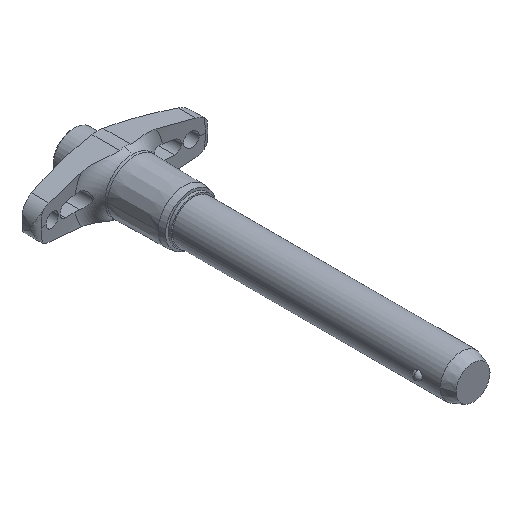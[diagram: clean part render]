
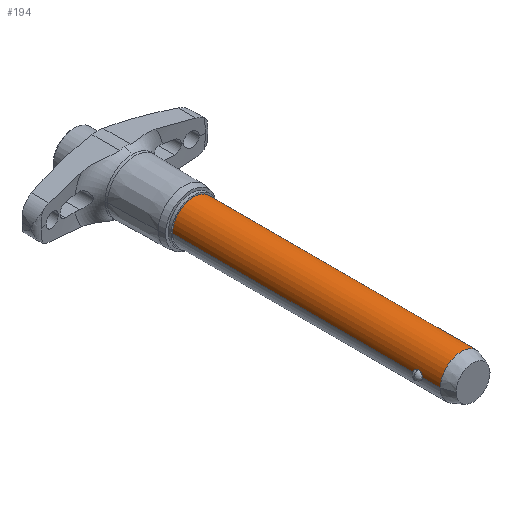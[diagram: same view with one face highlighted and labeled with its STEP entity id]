
A CAD part, isometric view. The second image highlights one B-rep face of the part: STEP entity #194.
In plain terms, the highlighted cylindrical face has radius 7.144 mm (diameter 14.287 mm), a partial arc.
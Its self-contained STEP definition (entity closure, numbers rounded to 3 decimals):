
#194=ADVANCED_FACE('',(#405),#406,.T.);
#405=FACE_OUTER_BOUND('',#628,.T.);
#406=CYLINDRICAL_SURFACE('',#629,7.144);
#628=EDGE_LOOP('',(#1184,#1185,#1186,#1187,#1188,#1189,#1190,#1191,#1192,#1193));
#629=AXIS2_PLACEMENT_3D('',#1194,#1195,#1196);
#1184=ORIENTED_EDGE('',*,*,#1596,.T.);
#1185=ORIENTED_EDGE('',*,*,#1593,.T.);
#1186=ORIENTED_EDGE('',*,*,#1402,.T.);
#1187=ORIENTED_EDGE('',*,*,#1597,.T.);
#1188=ORIENTED_EDGE('',*,*,#1572,.F.);
#1189=ORIENTED_EDGE('',*,*,#1598,.T.);
#1190=ORIENTED_EDGE('',*,*,#1429,.T.);
#1191=ORIENTED_EDGE('',*,*,#1371,.T.);
#1192=ORIENTED_EDGE('',*,*,#1599,.T.);
#1193=ORIENTED_EDGE('',*,*,#1600,.T.);
#1194=CARTESIAN_POINT('',(0.0,-47.117,0.0));
#1195=DIRECTION('',(-0.0,1.0,0.0));
#1196=DIRECTION('',(1.0,0.0,0.0));
#1371=EDGE_CURVE('',#1640,#1643,#1645,.T.);
#1402=EDGE_CURVE('',#1697,#1699,#1701,.T.);
#1429=EDGE_CURVE('',#1749,#1640,#1750,.T.);
#1572=EDGE_CURVE('',#1960,#1959,#1962,.T.);
#1593=EDGE_CURVE('',#1984,#1697,#1985,.T.);
#1596=EDGE_CURVE('',#1891,#1984,#1988,.T.);
#1597=EDGE_CURVE('',#1699,#1959,#1989,.T.);
#1598=EDGE_CURVE('',#1960,#1749,#1990,.T.);
#1599=EDGE_CURVE('',#1643,#1893,#1991,.T.);
#1600=EDGE_CURVE('',#1893,#1891,#1992,.T.);
#1640=VERTEX_POINT('',#2093);
#1643=VERTEX_POINT('',#2096);
#1645=B_SPLINE_CURVE_WITH_KNOTS('',3,(#2111,#2112,#2113,#2114,#2115,#2116,#2117,#2118,#2119,#2120,#2121,#2122,#2123,#2124),.UNSPECIFIED.,.F.,.F.,(4,2,2,2,2,2,4),(0.0,0.514,1.028,1.257,1.487,1.862,2.238),.UNSPECIFIED.);
#1697=VERTEX_POINT('',#2351);
#1699=VERTEX_POINT('',#2353);
#1701=B_SPLINE_CURVE_WITH_KNOTS('',3,(#2368,#2369,#2370,#2371,#2372,#2373,#2374,#2375,#2376,#2377,#2378,#2379,#2380,#2381),.UNSPECIFIED.,.F.,.F.,(4,2,2,2,2,2,4),(4.475,4.989,5.503,5.733,5.962,6.338,6.713),.UNSPECIFIED.);
#1749=VERTEX_POINT('',#2570);
#1750=B_SPLINE_CURVE_WITH_KNOTS('',3,(#2571,#2572,#2573,#2574,#2575,#2576,#2577,#2578,#2579,#2580,#2581,#2582,#2583,#2584),.UNSPECIFIED.,.F.,.F.,(4,2,2,2,2,2,4),(6.713,7.088,7.463,7.693,7.923,8.436,8.95),.UNSPECIFIED.);
#1891=VERTEX_POINT('',#3215);
#1893=VERTEX_POINT('',#3218);
#1959=VERTEX_POINT('',#3709);
#1960=VERTEX_POINT('',#3710);
#1962=CIRCLE('',#3712,7.144);
#1984=VERTEX_POINT('',#3845);
#1985=B_SPLINE_CURVE_WITH_KNOTS('',3,(#3846,#3847,#3848,#3849,#3850,#3851,#3852,#3853,#3854,#3855,#3856,#3857,#3858,#3859),.UNSPECIFIED.,.F.,.F.,(4,2,2,2,2,2,4),(2.238,2.613,2.988,3.218,3.448,3.961,4.475),.UNSPECIFIED.);
#1988=LINE('',#3875,#3876);
#1989=LINE('',#3877,#3878);
#1990=LINE('',#3879,#3880);
#1991=LINE('',#3881,#3882);
#1992=CIRCLE('',#3883,7.144);
#2093=CARTESIAN_POINT('',(-6.985,-82.768,1.5));
#2096=CARTESIAN_POINT('',(-7.144,-84.257,0.));
#2111=CARTESIAN_POINT('',(-6.985,-82.768,1.5));
#2112=CARTESIAN_POINT('',(-6.985,-82.94,1.5));
#2113=CARTESIAN_POINT('',(-6.991,-83.123,1.469));
#2114=CARTESIAN_POINT('',(-7.017,-83.464,1.34));
#2115=CARTESIAN_POINT('',(-7.036,-83.622,1.243));
#2116=CARTESIAN_POINT('',(-7.062,-83.807,1.08));
#2117=CARTESIAN_POINT('',(-7.071,-83.866,1.02));
#2118=CARTESIAN_POINT('',(-7.088,-83.971,0.891));
#2119=CARTESIAN_POINT('',(-7.097,-84.018,0.822));
#2120=CARTESIAN_POINT('',(-7.115,-84.118,0.648));
#2121=CARTESIAN_POINT('',(-7.126,-84.171,0.522));
#2122=CARTESIAN_POINT('',(-7.14,-84.241,0.261));
#2123=CARTESIAN_POINT('',(-7.144,-84.257,0.125));
#2124=CARTESIAN_POINT('',(-7.144,-84.257,0.));
#2351=CARTESIAN_POINT('',(6.985,-82.768,1.5));
#2353=CARTESIAN_POINT('',(7.144,-81.28,0.));
#2368=CARTESIAN_POINT('',(6.985,-82.768,1.5));
#2369=CARTESIAN_POINT('',(6.985,-82.597,1.5));
#2370=CARTESIAN_POINT('',(6.991,-82.414,1.469));
#2371=CARTESIAN_POINT('',(7.017,-82.073,1.34));
#2372=CARTESIAN_POINT('',(7.036,-81.915,1.243));
#2373=CARTESIAN_POINT('',(7.062,-81.73,1.08));
#2374=CARTESIAN_POINT('',(7.071,-81.671,1.02));
#2375=CARTESIAN_POINT('',(7.088,-81.566,0.891));
#2376=CARTESIAN_POINT('',(7.097,-81.519,0.822));
#2377=CARTESIAN_POINT('',(7.115,-81.419,0.648));
#2378=CARTESIAN_POINT('',(7.126,-81.366,0.522));
#2379=CARTESIAN_POINT('',(7.14,-81.296,0.261));
#2380=CARTESIAN_POINT('',(7.144,-81.28,0.125));
#2381=CARTESIAN_POINT('',(7.144,-81.28,0.));
#2570=CARTESIAN_POINT('',(-7.144,-81.28,0.));
#2571=CARTESIAN_POINT('',(-7.144,-81.28,0.));
#2572=CARTESIAN_POINT('',(-7.144,-81.28,0.125));
#2573=CARTESIAN_POINT('',(-7.14,-81.296,0.261));
#2574=CARTESIAN_POINT('',(-7.126,-81.366,0.522));
#2575=CARTESIAN_POINT('',(-7.115,-81.419,0.648));
#2576=CARTESIAN_POINT('',(-7.097,-81.519,0.822));
#2577=CARTESIAN_POINT('',(-7.088,-81.566,0.891));
#2578=CARTESIAN_POINT('',(-7.071,-81.671,1.02));
#2579=CARTESIAN_POINT('',(-7.062,-81.73,1.08));
#2580=CARTESIAN_POINT('',(-7.036,-81.915,1.243));
#2581=CARTESIAN_POINT('',(-7.017,-82.073,1.34));
#2582=CARTESIAN_POINT('',(-6.991,-82.414,1.469));
#2583=CARTESIAN_POINT('',(-6.985,-82.597,1.5));
#2584=CARTESIAN_POINT('',(-6.985,-82.768,1.5));
#3215=CARTESIAN_POINT('',(7.144,-90.348,0.0));
#3218=CARTESIAN_POINT('',(-7.144,-90.348,0.));
#3709=CARTESIAN_POINT('',(7.144,0.0,0.0));
#3710=CARTESIAN_POINT('',(-7.144,0.0,0.));
#3712=AXIS2_PLACEMENT_3D('',#4127,#4128,#4129);
#3845=CARTESIAN_POINT('',(7.144,-84.257,0.));
#3846=CARTESIAN_POINT('',(7.144,-84.257,0.));
#3847=CARTESIAN_POINT('',(7.144,-84.257,0.125));
#3848=CARTESIAN_POINT('',(7.14,-84.241,0.261));
#3849=CARTESIAN_POINT('',(7.126,-84.171,0.522));
#3850=CARTESIAN_POINT('',(7.115,-84.118,0.648));
#3851=CARTESIAN_POINT('',(7.097,-84.018,0.822));
#3852=CARTESIAN_POINT('',(7.088,-83.971,0.891));
#3853=CARTESIAN_POINT('',(7.071,-83.866,1.02));
#3854=CARTESIAN_POINT('',(7.062,-83.807,1.08));
#3855=CARTESIAN_POINT('',(7.036,-83.622,1.243));
#3856=CARTESIAN_POINT('',(7.017,-83.464,1.34));
#3857=CARTESIAN_POINT('',(6.991,-83.123,1.469));
#3858=CARTESIAN_POINT('',(6.985,-82.94,1.5));
#3859=CARTESIAN_POINT('',(6.985,-82.768,1.5));
#3875=CARTESIAN_POINT('',(7.144,-47.117,0.));
#3876=VECTOR('',#4140,1.0);
#3877=CARTESIAN_POINT('',(7.144,-47.117,0.));
#3878=VECTOR('',#4141,1.0);
#3879=CARTESIAN_POINT('',(-7.144,-47.117,0.));
#3880=VECTOR('',#4142,1.0);
#3881=CARTESIAN_POINT('',(-7.144,-47.117,0.));
#3882=VECTOR('',#4143,1.0);
#3883=AXIS2_PLACEMENT_3D('',#4144,#4145,#4146);
#4127=CARTESIAN_POINT('',(0.0,0.0,0.0));
#4128=DIRECTION('',(-0.0,1.0,0.0));
#4129=DIRECTION('',(1.0,0.0,0.0));
#4140=DIRECTION('',(0.0,1.0,0.0));
#4141=DIRECTION('',(0.0,1.0,0.0));
#4142=DIRECTION('',(-0.0,-1.0,-0.0));
#4143=DIRECTION('',(-0.0,-1.0,-0.0));
#4144=CARTESIAN_POINT('',(0.0,-90.348,0.0));
#4145=DIRECTION('',(0.,1.0,0.0));
#4146=DIRECTION('',(1.0,0.,0.0));
